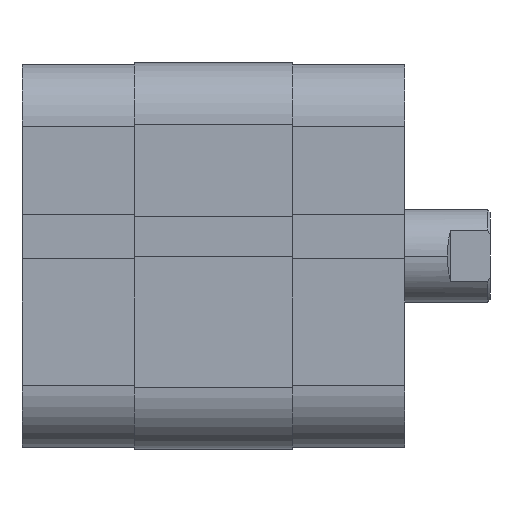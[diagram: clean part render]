
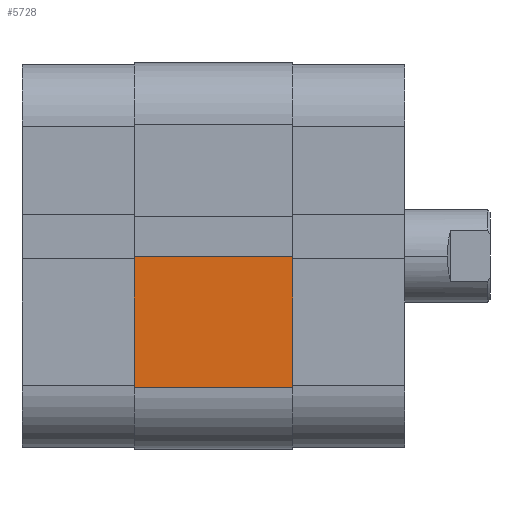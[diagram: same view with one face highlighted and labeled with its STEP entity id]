
A CAD part, front view. The second image highlights one B-rep face of the part: STEP entity #5728.
In plain terms, the highlighted face is planar.
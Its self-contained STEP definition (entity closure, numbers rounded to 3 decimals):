
#205 = EDGE_CURVE ( 'NONE', #2497, #2471, #1433, .T. ) ;
#283 = EDGE_CURVE ( 'NONE', #2468, #2471, #1481, .T. ) ;
#331 = AXIS2_PLACEMENT_3D ( 'NONE', #6458, #6464, #6465 ) ;
#408 = EDGE_CURVE ( 'NONE', #2465, #2468, #1593, .T. ) ;
#900 = EDGE_CURVE ( 'NONE', #2465, #2497, #1981, .T. ) ;
#1088 = ORIENTED_EDGE ( 'NONE', *, *, #283, .F. ) ;
#1089 = ORIENTED_EDGE ( 'NONE', *, *, #408, .F. ) ;
#1090 = ORIENTED_EDGE ( 'NONE', *, *, #900, .T. ) ;
#1091 = ORIENTED_EDGE ( 'NONE', *, *, #205, .T. ) ;
#1433 = LINE ( 'NONE', #3847, #1436 ) ;
#1436 = VECTOR ( 'NONE', #4270, 1000. ) ;
#1481 = LINE ( 'NONE', #3972, #1482 ) ;
#1482 = VECTOR ( 'NONE', #3965, 1000. ) ;
#1590 = VECTOR ( 'NONE', #2600, 1000. ) ;
#1593 = LINE ( 'NONE', #2593, #1590 ) ;
#1981 = LINE ( 'NONE', #3173, #1987 ) ;
#1987 = VECTOR ( 'NONE', #3174, 1000. ) ;
#2465 = VERTEX_POINT ( 'NONE', #3583 ) ;
#2468 = VERTEX_POINT ( 'NONE', #3586 ) ;
#2471 = VERTEX_POINT ( 'NONE', #3589 ) ;
#2497 = VERTEX_POINT ( 'NONE', #3615 ) ;
#2593 = CARTESIAN_POINT ( 'NONE',  ( 25., 17., 20.5 ) ) ;
#2600 = DIRECTION ( 'NONE',  ( 0., 0., -1. ) ) ;
#3173 = CARTESIAN_POINT ( 'NONE',  ( 25., -55.141, 20.5 ) ) ;
#3174 = DIRECTION ( 'NONE',  ( 0., -1., 0. ) ) ;
#3583 = CARTESIAN_POINT ( 'NONE',  ( 25., 17., 20.5 ) ) ;
#3586 = CARTESIAN_POINT ( 'NONE',  ( 25., 17., 0. ) ) ;
#3589 = CARTESIAN_POINT ( 'NONE',  ( 25., 0.1, 0. ) ) ;
#3615 = CARTESIAN_POINT ( 'NONE',  ( 25., 0.1, 20.5 ) ) ;
#3847 = CARTESIAN_POINT ( 'NONE',  ( 25., 0.1, 20.5 ) ) ;
#3965 = DIRECTION ( 'NONE',  ( 0., -1., 0. ) ) ;
#3972 = CARTESIAN_POINT ( 'NONE',  ( 25., -55.141, 0. ) ) ;
#4270 = DIRECTION ( 'NONE',  ( 0., 0., -1. ) ) ;
#4608 = EDGE_LOOP ( 'NONE', ( #1088, #1089, #1090, #1091 ) ) ;
#5149 = FACE_OUTER_BOUND ( 'NONE', #4608, .T. ) ;
#5728 = ADVANCED_FACE ( 'NONE', ( #5149 ), #6455, .T. ) ;
#6455 = PLANE ( 'NONE',  #331 ) ;
#6458 = CARTESIAN_POINT ( 'NONE',  ( 25., -55.141, 20.5 ) ) ;
#6464 = DIRECTION ( 'NONE',  ( 1., 0., 0. ) ) ;
#6465 = DIRECTION ( 'NONE',  ( 0., 1., 0. ) ) ;
